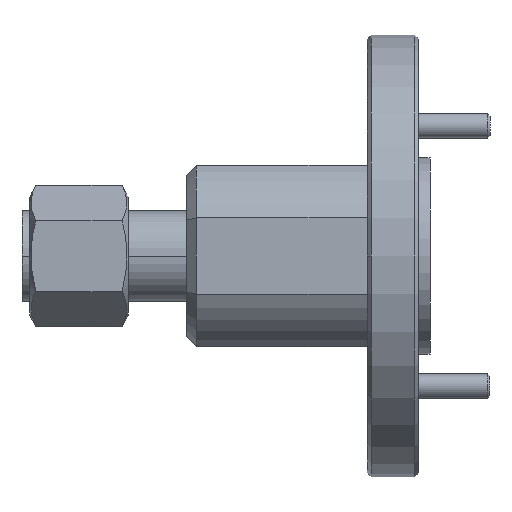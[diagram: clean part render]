
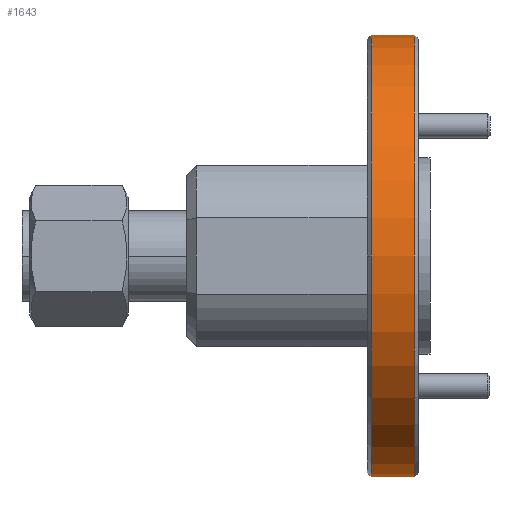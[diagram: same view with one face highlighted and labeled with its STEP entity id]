
A CAD part, front view. The second image highlights one B-rep face of the part: STEP entity #1643.
In plain terms, the highlighted cylindrical face has radius 14.287 mm (diameter 28.575 mm), a partial arc.
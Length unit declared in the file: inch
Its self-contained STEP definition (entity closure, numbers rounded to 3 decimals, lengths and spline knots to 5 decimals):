
#31 = CARTESIAN_POINT ( 'NONE',  ( -0.14466, -0.06051, 0.71847 ) ) ;
#74 = CARTESIAN_POINT ( 'NONE',  ( -0.03466, -0.06051, -0.40653 ) ) ;
#183 = LINE ( 'NONE', #1698, #230 ) ;
#196 = CARTESIAN_POINT ( 'NONE',  ( -0.03466, -0.06051, 0.71847 ) ) ;
#197 = DIRECTION ( 'NONE',  ( 0., 0., -1. ) ) ;
#230 = VECTOR ( 'NONE', #3304, 39.37008 ) ;
#322 = VERTEX_POINT ( 'NONE', #196 ) ;
#398 = DIRECTION ( 'NONE',  ( -1., 0., 0. ) ) ;
#410 = ORIENTED_EDGE ( 'NONE', *, *, #2786, .T. ) ;
#432 = CARTESIAN_POINT ( 'NONE',  ( 0.00534, -0.06051, 0.15597 ) ) ;
#494 = ORIENTED_EDGE ( 'NONE', *, *, #1490, .T. ) ;
#502 = AXIS2_PLACEMENT_3D ( 'NONE', #1058, #2900, #3378 ) ;
#524 = CIRCLE ( 'NONE', #1972, 0.5625 ) ;
#559 = EDGE_CURVE ( 'NONE', #3343, #322, #1695, .T. ) ;
#579 = VERTEX_POINT ( 'NONE', #2584 ) ;
#712 = DIRECTION ( 'NONE',  ( 1., 0., 0. ) ) ;
#740 = VERTEX_POINT ( 'NONE', #1648 ) ;
#742 = DIRECTION ( 'NONE',  ( 0., 0., -1. ) ) ;
#758 = CARTESIAN_POINT ( 'NONE',  ( -0.14466, -0.06051, 0.15597 ) ) ;
#856 = FACE_OUTER_BOUND ( 'NONE', #1956, .T. ) ;
#1043 = DIRECTION ( 'NONE',  ( -1., 0., 0. ) ) ;
#1050 = AXIS2_PLACEMENT_3D ( 'NONE', #432, #712, #742 ) ;
#1058 = CARTESIAN_POINT ( 'NONE',  ( -0.14466, -0.06051, 0.15597 ) ) ;
#1283 = DIRECTION ( 'NONE',  ( 1., 0., 0. ) ) ;
#1458 = VECTOR ( 'NONE', #1283, 39.37008 ) ;
#1490 = EDGE_CURVE ( 'NONE', #579, #1981, #183, .T. ) ;
#1529 = ORIENTED_EDGE ( 'NONE', *, *, #2371, .F. ) ;
#1643 = ADVANCED_FACE ( 'NONE', ( #856 ), #2092, .T. ) ;
#1648 = CARTESIAN_POINT ( 'NONE',  ( -0.14466, -0.62301, 0.15597 ) ) ;
#1695 = LINE ( 'NONE', #2624, #1458 ) ;
#1698 = CARTESIAN_POINT ( 'NONE',  ( 0.00534, -0.06051, -0.40653 ) ) ;
#1931 = ORIENTED_EDGE ( 'NONE', *, *, #2354, .F. ) ;
#1956 = EDGE_LOOP ( 'NONE', ( #2996, #1529, #1931, #494, #410 ) ) ;
#1972 = AXIS2_PLACEMENT_3D ( 'NONE', #2001, #398, #2245 ) ;
#1981 = VERTEX_POINT ( 'NONE', #74 ) ;
#2001 = CARTESIAN_POINT ( 'NONE',  ( -0.03466, -0.06051, 0.15597 ) ) ;
#2092 = CYLINDRICAL_SURFACE ( 'NONE', #1050, 0.5625 ) ;
#2245 = DIRECTION ( 'NONE',  ( 0., 0., -1. ) ) ;
#2354 = EDGE_CURVE ( 'NONE', #579, #740, #2926, .T. ) ;
#2371 = EDGE_CURVE ( 'NONE', #740, #3343, #2554, .T. ) ;
#2554 = CIRCLE ( 'NONE', #502, 0.5625 ) ;
#2584 = CARTESIAN_POINT ( 'NONE',  ( -0.14466, -0.06051, -0.40653 ) ) ;
#2624 = CARTESIAN_POINT ( 'NONE',  ( 0.00534, -0.06051, 0.71847 ) ) ;
#2654 = AXIS2_PLACEMENT_3D ( 'NONE', #758, #1043, #197 ) ;
#2786 = EDGE_CURVE ( 'NONE', #1981, #322, #524, .T. ) ;
#2900 = DIRECTION ( 'NONE',  ( -1., 0., 0. ) ) ;
#2926 = CIRCLE ( 'NONE', #2654, 0.5625 ) ;
#2996 = ORIENTED_EDGE ( 'NONE', *, *, #559, .F. ) ;
#3304 = DIRECTION ( 'NONE',  ( 1., 0., 0. ) ) ;
#3343 = VERTEX_POINT ( 'NONE', #31 ) ;
#3378 = DIRECTION ( 'NONE',  ( 0., 0., -1. ) ) ;
